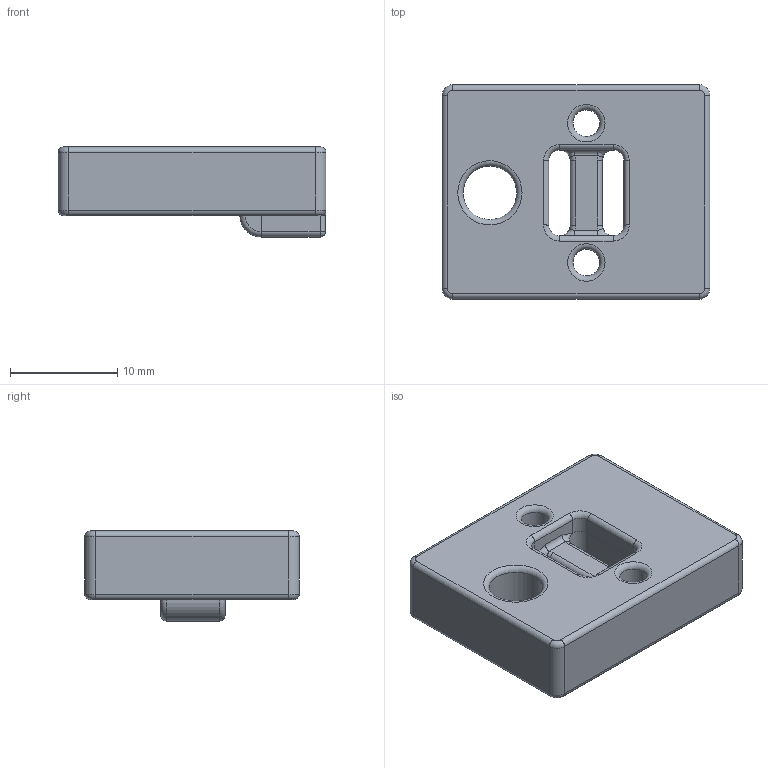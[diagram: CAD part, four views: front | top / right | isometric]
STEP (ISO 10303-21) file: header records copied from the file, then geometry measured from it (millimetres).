
FILE_DESCRIPTION(('FreeCAD Model'),'2;1');
FILE_NAME('bloqueur1.stp', '2018-07-02T13:59:16',('Author'),(''), 'Open CASCADE STEP processor 7.2','FreeCAD','Unknown');
FILE_SCHEMA(('AUTOMOTIVE_DESIGN { 1 0 10303 214 1 1 1 1 }'));
Length unit declared in the file: millimetre
Products named in the file (1): Body
Bounding box: 25 x 20 x 8.4 mm (x, y, z)
Volume: 2836.2 mm3; surface area: 1841.2 mm2
Topology: 1 solids, 1 shells, 102 faces, 238 edges, 134 vertices
Faces by surface type: cylinder 44, torus 26, plane 23, bspline 7, sphere 2
Full cylindrical faces by diameter (mm): 2.5 x2, 5 x1
Entity records: 9261 total; most frequent: CARTESIAN_POINT 4397, DIRECTION 955, LINE 509, VECTOR 509, ORIENTED_EDGE 472, PCURVE 472, DEFINITIONAL_REPRESENTATION 472, EDGE_CURVE 236
